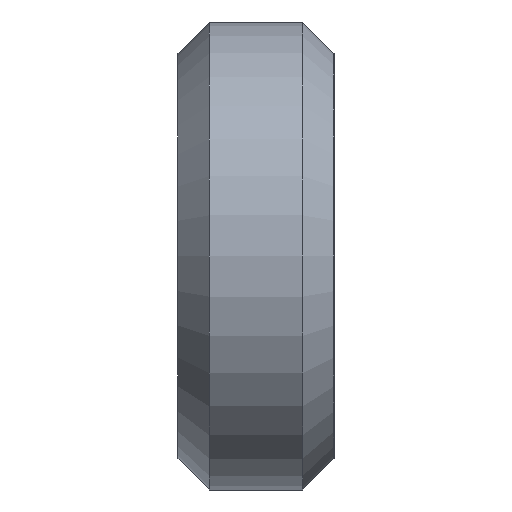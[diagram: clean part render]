
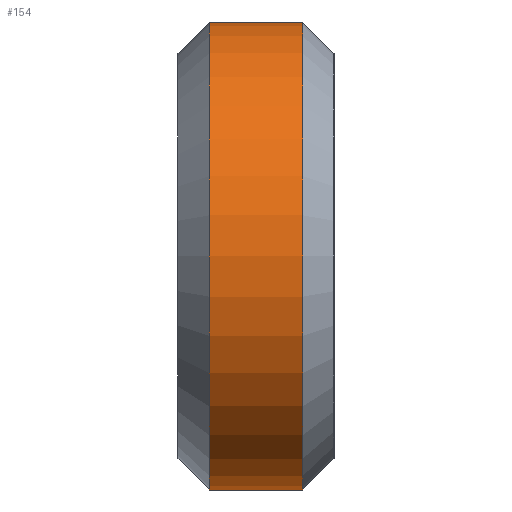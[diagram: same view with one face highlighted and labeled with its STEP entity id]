
A CAD part, left-side view. The second image highlights one B-rep face of the part: STEP entity #154.
In plain terms, the highlighted cylindrical face has radius 7.5 mm (diameter 15 mm), a partial arc.
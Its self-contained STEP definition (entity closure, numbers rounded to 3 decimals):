
#2 = EDGE_CURVE ( 'NONE', #1019, #185, #709, .T. ) ;
#38 = CARTESIAN_POINT ( 'NONE',  ( 0., 1., -7.5 ) ) ;
#48 = AXIS2_PLACEMENT_3D ( 'NONE', #828, #609, #1589 ) ;
#61 = CARTESIAN_POINT ( 'NONE',  ( 0., 5., 7.5 ) ) ;
#154 = ADVANCED_FACE ( 'NONE', ( #355 ), #1402, .T. ) ;
#156 = DIRECTION ( 'NONE',  ( 0., -1., 0. ) ) ;
#185 = VERTEX_POINT ( 'NONE', #382 ) ;
#198 = CARTESIAN_POINT ( 'NONE',  ( 0., 4., 7.5 ) ) ;
#261 = EDGE_LOOP ( 'NONE', ( #807, #677, #1517, #939 ) ) ;
#274 = VECTOR ( 'NONE', #558, 1000. ) ;
#303 = LINE ( 'NONE', #61, #1534 ) ;
#355 = FACE_OUTER_BOUND ( 'NONE', #261, .T. ) ;
#382 = CARTESIAN_POINT ( 'NONE',  ( 0., 1., 7.5 ) ) ;
#486 = LINE ( 'NONE', #919, #274 ) ;
#499 = EDGE_CURVE ( 'NONE', #670, #185, #303, .T. ) ;
#500 = EDGE_CURVE ( 'NONE', #1546, #1019, #486, .T. ) ;
#506 = CIRCLE ( 'NONE', #547, 7.5 ) ;
#547 = AXIS2_PLACEMENT_3D ( 'NONE', #1543, #781, #1291 ) ;
#558 = DIRECTION ( 'NONE',  ( 0., -1., 0. ) ) ;
#609 = DIRECTION ( 'NONE',  ( 0., 1., 0. ) ) ;
#612 = AXIS2_PLACEMENT_3D ( 'NONE', #1105, #156, #1357 ) ;
#670 = VERTEX_POINT ( 'NONE', #198 ) ;
#677 = ORIENTED_EDGE ( 'NONE', *, *, #1044, .T. ) ;
#709 = CIRCLE ( 'NONE', #48, 7.5 ) ;
#781 = DIRECTION ( 'NONE',  ( 0., -1., 0. ) ) ;
#807 = ORIENTED_EDGE ( 'NONE', *, *, #499, .F. ) ;
#828 = CARTESIAN_POINT ( 'NONE',  ( 0., 1., 0. ) ) ;
#919 = CARTESIAN_POINT ( 'NONE',  ( 0., 5., -7.5 ) ) ;
#939 = ORIENTED_EDGE ( 'NONE', *, *, #2, .T. ) ;
#1019 = VERTEX_POINT ( 'NONE', #38 ) ;
#1044 = EDGE_CURVE ( 'NONE', #670, #1546, #506, .T. ) ;
#1105 = CARTESIAN_POINT ( 'NONE',  ( 0., 5., 0. ) ) ;
#1171 = DIRECTION ( 'NONE',  ( 0., -1., 0. ) ) ;
#1291 = DIRECTION ( 'NONE',  ( 0., 0., 1. ) ) ;
#1357 = DIRECTION ( 'NONE',  ( 0., 0., -1. ) ) ;
#1402 = CYLINDRICAL_SURFACE ( 'NONE', #612, 7.5 ) ;
#1412 = CARTESIAN_POINT ( 'NONE',  ( 0., 4., -7.5 ) ) ;
#1517 = ORIENTED_EDGE ( 'NONE', *, *, #500, .T. ) ;
#1534 = VECTOR ( 'NONE', #1171, 1000. ) ;
#1543 = CARTESIAN_POINT ( 'NONE',  ( 0., 4., 0. ) ) ;
#1546 = VERTEX_POINT ( 'NONE', #1412 ) ;
#1589 = DIRECTION ( 'NONE',  ( 0., 0., 1. ) ) ;
